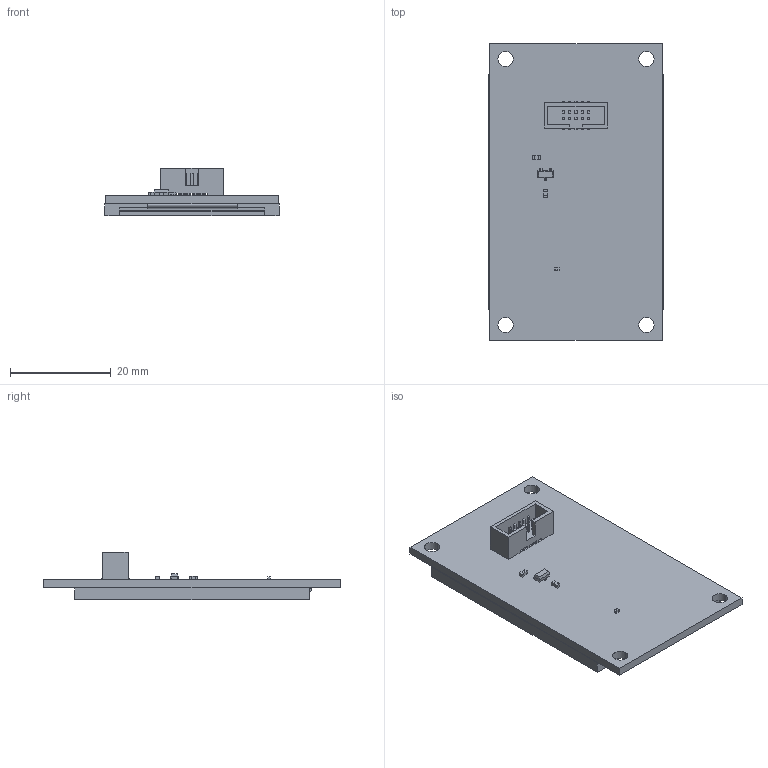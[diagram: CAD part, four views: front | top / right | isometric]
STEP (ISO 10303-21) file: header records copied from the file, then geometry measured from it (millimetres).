
FILE_DESCRIPTION (( 'STEP AP214' ), '1' );
FILE_NAME ('Display Module.STEP', '2017-04-18T17:22:53', ( 'ART' ), ( 'Microsoft' ), 'SwSTEP 2.0', 'SolidWorks 2015', '' );
FILE_SCHEMA (( 'AUTOMOTIVE_DESIGN' ));
Length unit declared in the file: inch
Products named in the file (1): Display Module
Bounding box: 34.59 x 58.93 x 9.36 mm (x, y, z)
Surface area: 8734.3 mm2 (no closed solid volume)
Topology: 0 solids, 28 shells, 207 faces, 675 edges, 486 vertices
Faces by surface type: plane 192, cylinder 14, bspline 1
Entity records: 9936 total; most frequent: CARTESIAN_POINT 1412, DIRECTION 1151, ORIENTED_EDGE 1050, EDGE_CURVE 675, LINE 597, VECTOR 597, VERTEX_POINT 486, AXIS2_PLACEMENT_3D 277
